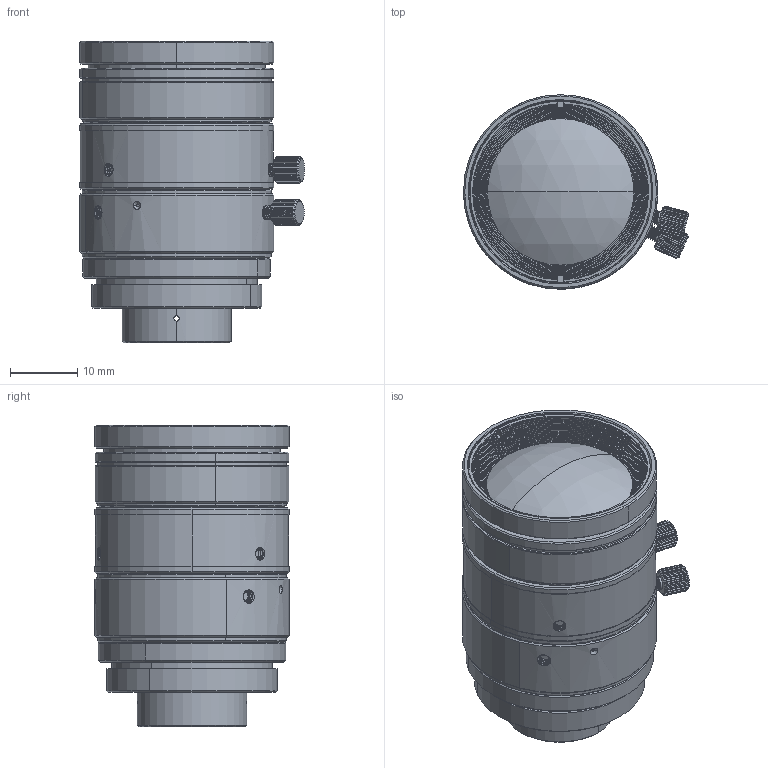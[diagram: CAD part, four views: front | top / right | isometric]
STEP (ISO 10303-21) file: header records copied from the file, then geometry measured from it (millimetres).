
FILE_DESCRIPTION (( 'STEP AP203' ), '1' );
FILE_NAME ('600057.STEP', '2022-02-17T09:05:20', ( '' ), ( '' ), 'SwSTEP 2.0', 'SolidWorks 2020', '' );
FILE_SCHEMA (( 'CONFIG_CONTROL_DESIGN' ));
Length unit declared in the file: millimetre
Products named in the file (1): 600057
Bounding box: 33.58 x 29 x 44.99 mm (x, y, z)
Volume: 24937.1 mm3; surface area: 10916.7 mm2
Topology: 9 solids, 10 shells, 1040 faces, 2727 edges, 1761 vertices
Faces by surface type: cylinder 545, plane 281, cone 105, bspline 87, torus 12, sphere 10
Entity records: 66775 total; most frequent: CARTESIAN_POINT 43193, ORIENTED_EDGE 5454, DIRECTION 4043, EDGE_CURVE 2727, VERTEX_POINT 1761, AXIS2_PLACEMENT_3D 1559, B_SPLINE_CURVE_WITH_KNOTS 1184, EDGE_LOOP 1110
